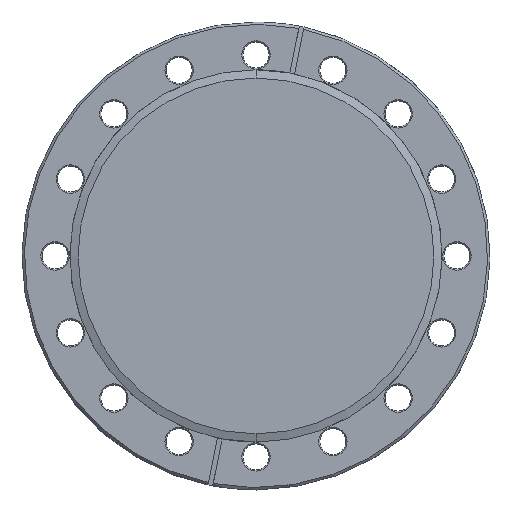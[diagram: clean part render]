
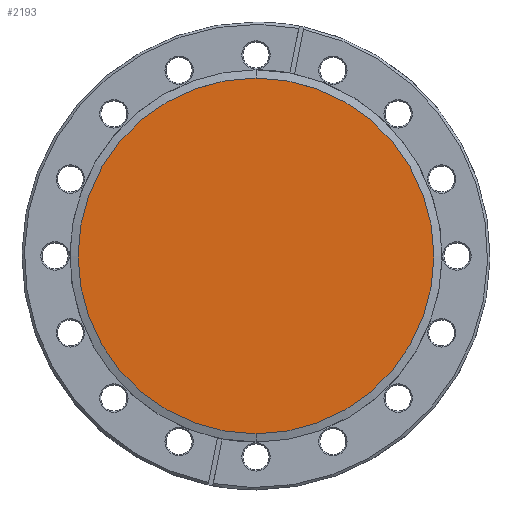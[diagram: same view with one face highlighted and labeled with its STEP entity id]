
A CAD part, top view. The second image highlights one B-rep face of the part: STEP entity #2193.
In plain terms, the highlighted planar face has unit normal (0, 0, 1).
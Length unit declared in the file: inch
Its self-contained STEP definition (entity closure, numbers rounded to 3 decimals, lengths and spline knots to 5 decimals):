
#282=CARTESIAN_POINT('',(0.,0.,-0.05));
#283=DIRECTION('',(0.,0.,-1.));
#284=DIRECTION('',(0.,1.,0.));
#285=AXIS2_PLACEMENT_3D('',#282,#283,#284);
#287=CARTESIAN_POINT('',(0.,0.,-0.05));
#288=DIRECTION('',(0.,0.,1.));
#289=DIRECTION('',(0.,1.,0.));
#290=AXIS2_PLACEMENT_3D('',#287,#288,#289);
#1270=CARTESIAN_POINT('',(0.,2.27,-0.05));
#1272=VERTEX_POINT('',#1270);
#1276=CARTESIAN_POINT('',(0.,-2.27,-0.05));
#1278=VERTEX_POINT('',#1276);
#2184=CARTESIAN_POINT('',(0.,0.,-0.05));
#2185=DIRECTION('',(0.,0.,1.));
#2186=DIRECTION('',(0.,1.,0.));
#2187=AXIS2_PLACEMENT_3D('',#2184,#2185,#2186);
#2188=PLANE('',#2187);
#2189=ORIENTED_EDGE('',*,*,#2166,.T.);
#2190=ORIENTED_EDGE('',*,*,#2177,.F.);
#2191=EDGE_LOOP('',(#2189,#2190));
#2192=FACE_OUTER_BOUND('',#2191,.F.);
#2193=ADVANCED_FACE('',(#2192),#2188,.T.);
#286=CIRCLE('',#285,2.27);
#291=CIRCLE('',#290,2.27);
#2166=EDGE_CURVE('',#1272,#1278,#286,.T.);
#2177=EDGE_CURVE('',#1272,#1278,#291,.T.);
